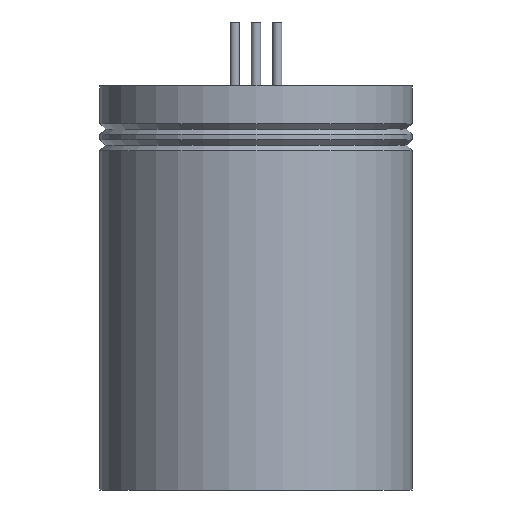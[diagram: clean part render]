
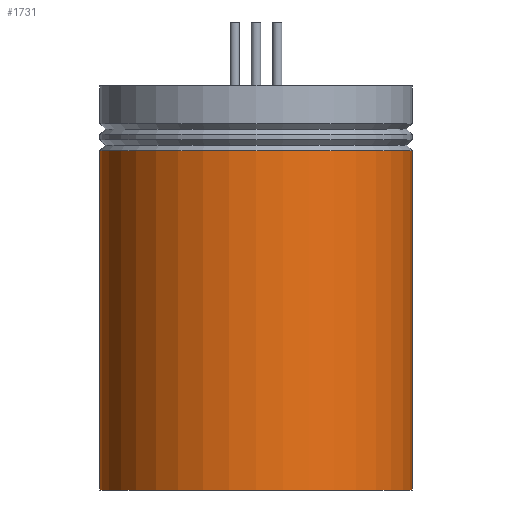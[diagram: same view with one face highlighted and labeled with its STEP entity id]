
A CAD part, front view. The second image highlights one B-rep face of the part: STEP entity #1731.
In plain terms, the highlighted cylindrical face has radius 7.366 mm (diameter 14.732 mm), a partial arc.
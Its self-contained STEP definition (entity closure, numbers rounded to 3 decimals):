
#316 = EDGE_CURVE ( 'NONE', #1095, #5282, #2318, .T. ) ;
#430 = CARTESIAN_POINT ( 'NONE',  ( -7.366, 0., -9.525 ) ) ;
#533 = AXIS2_PLACEMENT_3D ( 'NONE', #641, #5204, #1295 ) ;
#593 = EDGE_CURVE ( 'NONE', #4289, #5276, #2402, .T. ) ;
#600 = EDGE_CURVE ( 'NONE', #4289, #1095, #4146, .T. ) ;
#641 = CARTESIAN_POINT ( 'NONE',  ( 0., 0., -9.525 ) ) ;
#706 = CARTESIAN_POINT ( 'NONE',  ( -7.366, 0., 6.477 ) ) ;
#709 = ORIENTED_EDGE ( 'NONE', *, *, #600, .F. ) ;
#1095 = VERTEX_POINT ( 'NONE', #706 ) ;
#1295 = DIRECTION ( 'NONE',  ( 1., 0., 0. ) ) ;
#1469 = CARTESIAN_POINT ( 'NONE',  ( 7.366, 0., 6.477 ) ) ;
#1564 = DIRECTION ( 'NONE',  ( 0., 0., 1. ) ) ;
#1590 = LINE ( 'NONE', #7484, #6777 ) ;
#1605 = FACE_OUTER_BOUND ( 'NONE', #4113, .T. ) ;
#1731 = ADVANCED_FACE ( 'NONE', ( #1605 ), #4672, .T. ) ;
#2197 = DIRECTION ( 'NONE',  ( 0., 0., 1. ) ) ;
#2200 = DIRECTION ( 'NONE',  ( 1., 0., 0. ) ) ;
#2318 = CIRCLE ( 'NONE', #6949, 7.366 ) ;
#2402 = CIRCLE ( 'NONE', #533, 7.366 ) ;
#2764 = CARTESIAN_POINT ( 'NONE',  ( 7.366, 0., -9.525 ) ) ;
#3108 = EDGE_CURVE ( 'NONE', #5276, #5282, #1590, .T. ) ;
#3608 = DIRECTION ( 'NONE',  ( 0., 0., 1. ) ) ;
#4113 = EDGE_LOOP ( 'NONE', ( #709, #5091, #5992, #4399 ) ) ;
#4146 = LINE ( 'NONE', #7753, #5870 ) ;
#4289 = VERTEX_POINT ( 'NONE', #430 ) ;
#4399 = ORIENTED_EDGE ( 'NONE', *, *, #316, .F. ) ;
#4672 = CYLINDRICAL_SURFACE ( 'NONE', #5301, 7.366 ) ;
#4808 = CARTESIAN_POINT ( 'NONE',  ( 0., 0., 9.525 ) ) ;
#5091 = ORIENTED_EDGE ( 'NONE', *, *, #593, .T. ) ;
#5204 = DIRECTION ( 'NONE',  ( 0., 0., 1. ) ) ;
#5230 = DIRECTION ( 'NONE',  ( 0., 0., 1. ) ) ;
#5276 = VERTEX_POINT ( 'NONE', #2764 ) ;
#5282 = VERTEX_POINT ( 'NONE', #1469 ) ;
#5301 = AXIS2_PLACEMENT_3D ( 'NONE', #4808, #2197, #6085 ) ;
#5440 = CARTESIAN_POINT ( 'NONE',  ( 0., 0., 6.477 ) ) ;
#5870 = VECTOR ( 'NONE', #5230, 1000. ) ;
#5992 = ORIENTED_EDGE ( 'NONE', *, *, #3108, .T. ) ;
#6085 = DIRECTION ( 'NONE',  ( 1., 0., 0. ) ) ;
#6777 = VECTOR ( 'NONE', #3608, 1000. ) ;
#6949 = AXIS2_PLACEMENT_3D ( 'NONE', #5440, #1564, #2200 ) ;
#7484 = CARTESIAN_POINT ( 'NONE',  ( 7.366, 0., 9.525 ) ) ;
#7753 = CARTESIAN_POINT ( 'NONE',  ( -7.366, 0., 9.525 ) ) ;
